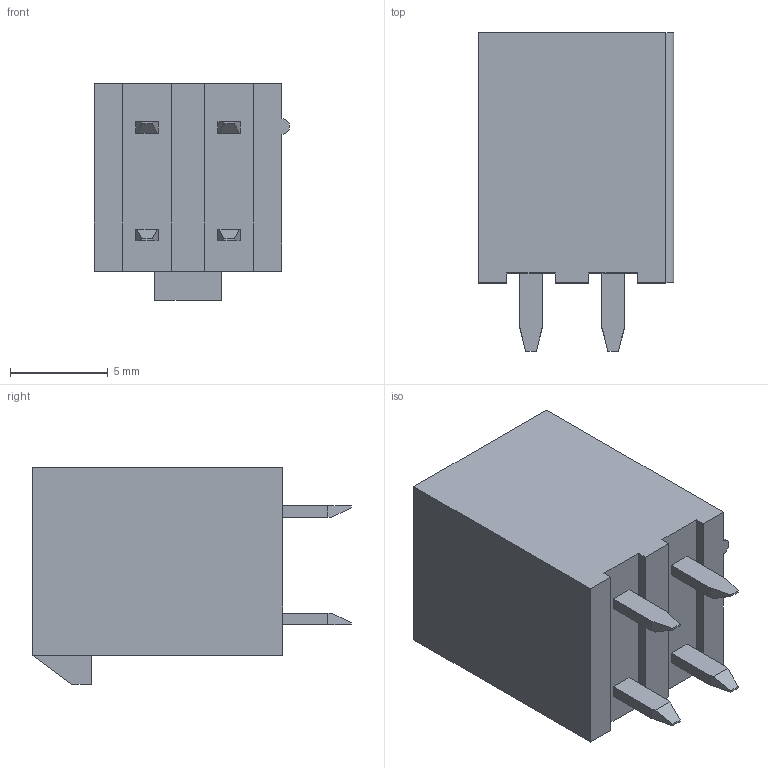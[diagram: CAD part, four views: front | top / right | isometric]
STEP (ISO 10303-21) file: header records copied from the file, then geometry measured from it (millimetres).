
FILE_DESCRIPTION((''),'2;1');
FILE_NAME('460150402','2013-09-25T',('me'),(''),'PRO/ENGINEER BY PARAMETRIC TECHNOLOGY CORPORATION, 2011490','PRO/ENGINEER BY PARAMETRIC TECHNOLOGY CORPORATION, 2011490','');
FILE_SCHEMA(('CONFIG_CONTROL_DESIGN'));
Length unit declared in the file: millimetre
Products named in the file (1): 460150402
Bounding box: 10 x 16.3 x 11.1 mm (x, y, z)
Volume: 718.5 mm3; surface area: 1366.5 mm2
Topology: 1 solids, 1 shells, 97 faces, 255 edges, 172 vertices
Faces by surface type: plane 96, cylinder 1
Entity records: 2978 total; most frequent: CARTESIAN_POINT 518, ORIENTED_EDGE 494, DIRECTION 463, EDGE_CURVE 247, VECTOR 245, LINE 245, VERTEX_POINT 164, AXIS2_PLACEMENT_3D 109
